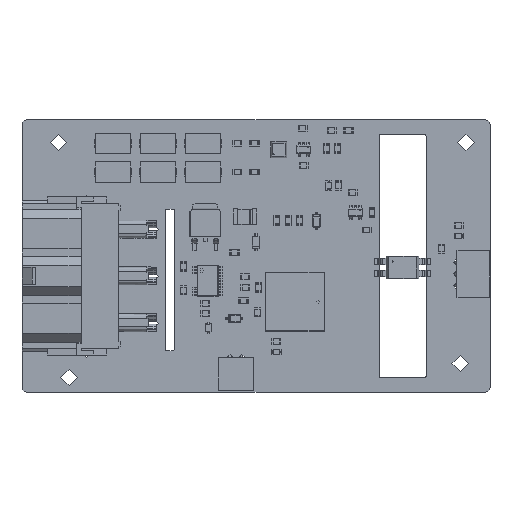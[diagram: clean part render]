
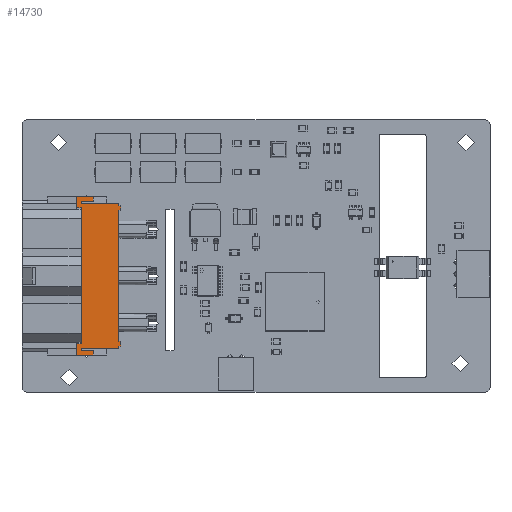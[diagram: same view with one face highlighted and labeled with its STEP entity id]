
A CAD part, top view. The second image highlights one B-rep face of the part: STEP entity #14730.
In plain terms, the highlighted face is planar.
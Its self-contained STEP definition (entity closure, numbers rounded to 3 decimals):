
#6663 = EDGE_CURVE('',#6664,#6666,#6668,.T.);
#6664 = VERTEX_POINT('',#6665);
#6665 = CARTESIAN_POINT('',(14.,4.7,-10.3));
#6666 = VERTEX_POINT('',#6667);
#6667 = CARTESIAN_POINT('',(-14.,4.7,-10.3));
#6668 = LINE('',#6669,#6670);
#6669 = CARTESIAN_POINT('',(14.,4.7,-10.3));
#6670 = VECTOR('',#6671,1.);
#6671 = DIRECTION('',(-1.,0.,0.));
#7020 = VERTEX_POINT('',#7021);
#7021 = CARTESIAN_POINT('',(-15.45,4.7,-10.3));
#7027 = EDGE_CURVE('',#7028,#7020,#7030,.T.);
#7028 = VERTEX_POINT('',#7029);
#7029 = CARTESIAN_POINT('',(-15.,4.7,-10.3));
#7030 = LINE('',#7031,#7032);
#7031 = CARTESIAN_POINT('',(-15.,4.7,-10.3));
#7032 = VECTOR('',#7033,1.);
#7033 = DIRECTION('',(-1.,0.,0.));
#7049 = EDGE_CURVE('',#7050,#7052,#7054,.T.);
#7050 = VERTEX_POINT('',#7051);
#7051 = CARTESIAN_POINT('',(15.45,4.7,-10.3));
#7052 = VERTEX_POINT('',#7053);
#7053 = CARTESIAN_POINT('',(15.,4.7,-10.3));
#7054 = LINE('',#7055,#7056);
#7055 = CARTESIAN_POINT('',(15.45,4.7,-10.3));
#7056 = VECTOR('',#7057,1.);
#7057 = DIRECTION('',(-1.,0.,0.));
#14712 = VERTEX_POINT('',#14713);
#14713 = CARTESIAN_POINT('',(-14.,4.7,-10.7));
#14719 = EDGE_CURVE('',#6666,#14712,#14720,.T.);
#14720 = LINE('',#14721,#14722);
#14721 = CARTESIAN_POINT('',(-14.,4.7,-10.3));
#14722 = VECTOR('',#14723,1.);
#14723 = DIRECTION('',(0.,0.,-1.));
#14730 = ADVANCED_FACE('',(#14731),#14891,.T.);
#14731 = FACE_BOUND('',#14732,.T.);
#14732 = EDGE_LOOP('',(#14733,#14743,#14751,#14759,#14765,#14766,#14774,
    #14782,#14788,#14789,#14790,#14798,#14804,#14805,#14813,#14821,
    #14829,#14837,#14845,#14853,#14861,#14869,#14877,#14885));
#14733 = ORIENTED_EDGE('',*,*,#14734,.F.);
#14734 = EDGE_CURVE('',#14735,#14737,#14739,.T.);
#14735 = VERTEX_POINT('',#14736);
#14736 = CARTESIAN_POINT('',(15.95,4.7,-4.9));
#14737 = VERTEX_POINT('',#14738);
#14738 = CARTESIAN_POINT('',(16.91,4.7,-4.9));
#14739 = LINE('',#14740,#14741);
#14740 = CARTESIAN_POINT('',(15.95,4.7,-4.9));
#14741 = VECTOR('',#14742,1.);
#14742 = DIRECTION('',(1.,0.,0.));
#14743 = ORIENTED_EDGE('',*,*,#14744,.F.);
#14744 = EDGE_CURVE('',#14745,#14735,#14747,.T.);
#14745 = VERTEX_POINT('',#14746);
#14746 = CARTESIAN_POINT('',(15.95,4.7,-2.3));
#14747 = LINE('',#14748,#14749);
#14748 = CARTESIAN_POINT('',(15.95,4.7,-2.3));
#14749 = VECTOR('',#14750,1.);
#14750 = DIRECTION('',(0.,0.,-1.));
#14751 = ORIENTED_EDGE('',*,*,#14752,.T.);
#14752 = EDGE_CURVE('',#14745,#14753,#14755,.T.);
#14753 = VERTEX_POINT('',#14754);
#14754 = CARTESIAN_POINT('',(15.45,4.7,-2.3));
#14755 = LINE('',#14756,#14757);
#14756 = CARTESIAN_POINT('',(15.95,4.7,-2.3));
#14757 = VECTOR('',#14758,1.);
#14758 = DIRECTION('',(-1.,0.,0.));
#14759 = ORIENTED_EDGE('',*,*,#14760,.T.);
#14760 = EDGE_CURVE('',#14753,#7050,#14761,.T.);
#14761 = LINE('',#14762,#14763);
#14762 = CARTESIAN_POINT('',(15.45,4.7,-2.3));
#14763 = VECTOR('',#14764,1.);
#14764 = DIRECTION('',(0.,0.,-1.));
#14765 = ORIENTED_EDGE('',*,*,#7049,.T.);
#14766 = ORIENTED_EDGE('',*,*,#14767,.T.);
#14767 = EDGE_CURVE('',#7052,#14768,#14770,.T.);
#14768 = VERTEX_POINT('',#14769);
#14769 = CARTESIAN_POINT('',(15.,4.7,-10.7));
#14770 = LINE('',#14771,#14772);
#14771 = CARTESIAN_POINT('',(15.,4.7,-10.3));
#14772 = VECTOR('',#14773,1.);
#14773 = DIRECTION('',(0.,0.,-1.));
#14774 = ORIENTED_EDGE('',*,*,#14775,.F.);
#14775 = EDGE_CURVE('',#14776,#14768,#14778,.T.);
#14776 = VERTEX_POINT('',#14777);
#14777 = CARTESIAN_POINT('',(14.,4.7,-10.7));
#14778 = LINE('',#14779,#14780);
#14779 = CARTESIAN_POINT('',(14.,4.7,-10.7));
#14780 = VECTOR('',#14781,1.);
#14781 = DIRECTION('',(1.,0.,0.));
#14782 = ORIENTED_EDGE('',*,*,#14783,.F.);
#14783 = EDGE_CURVE('',#6664,#14776,#14784,.T.);
#14784 = LINE('',#14785,#14786);
#14785 = CARTESIAN_POINT('',(14.,4.7,-10.3));
#14786 = VECTOR('',#14787,1.);
#14787 = DIRECTION('',(0.,0.,-1.));
#14788 = ORIENTED_EDGE('',*,*,#6663,.T.);
#14789 = ORIENTED_EDGE('',*,*,#14719,.T.);
#14790 = ORIENTED_EDGE('',*,*,#14791,.F.);
#14791 = EDGE_CURVE('',#14792,#14712,#14794,.T.);
#14792 = VERTEX_POINT('',#14793);
#14793 = CARTESIAN_POINT('',(-15.,4.7,-10.7));
#14794 = LINE('',#14795,#14796);
#14795 = CARTESIAN_POINT('',(-15.,4.7,-10.7));
#14796 = VECTOR('',#14797,1.);
#14797 = DIRECTION('',(1.,0.,0.));
#14798 = ORIENTED_EDGE('',*,*,#14799,.F.);
#14799 = EDGE_CURVE('',#7028,#14792,#14800,.T.);
#14800 = LINE('',#14801,#14802);
#14801 = CARTESIAN_POINT('',(-15.,4.7,-10.3));
#14802 = VECTOR('',#14803,1.);
#14803 = DIRECTION('',(0.,0.,-1.));
#14804 = ORIENTED_EDGE('',*,*,#7027,.T.);
#14805 = ORIENTED_EDGE('',*,*,#14806,.T.);
#14806 = EDGE_CURVE('',#7020,#14807,#14809,.T.);
#14807 = VERTEX_POINT('',#14808);
#14808 = CARTESIAN_POINT('',(-15.45,4.7,-2.3));
#14809 = LINE('',#14810,#14811);
#14810 = CARTESIAN_POINT('',(-15.45,4.7,-10.3));
#14811 = VECTOR('',#14812,1.);
#14812 = DIRECTION('',(0.,0.,1.));
#14813 = ORIENTED_EDGE('',*,*,#14814,.T.);
#14814 = EDGE_CURVE('',#14807,#14815,#14817,.T.);
#14815 = VERTEX_POINT('',#14816);
#14816 = CARTESIAN_POINT('',(-15.95,4.7,-2.3));
#14817 = LINE('',#14818,#14819);
#14818 = CARTESIAN_POINT('',(-15.45,4.7,-2.3));
#14819 = VECTOR('',#14820,1.);
#14820 = DIRECTION('',(-1.,0.,0.));
#14821 = ORIENTED_EDGE('',*,*,#14822,.F.);
#14822 = EDGE_CURVE('',#14823,#14815,#14825,.T.);
#14823 = VERTEX_POINT('',#14824);
#14824 = CARTESIAN_POINT('',(-15.95,4.7,-4.9));
#14825 = LINE('',#14826,#14827);
#14826 = CARTESIAN_POINT('',(-15.95,4.7,-4.9));
#14827 = VECTOR('',#14828,1.);
#14828 = DIRECTION('',(0.,0.,1.));
#14829 = ORIENTED_EDGE('',*,*,#14830,.T.);
#14830 = EDGE_CURVE('',#14823,#14831,#14833,.T.);
#14831 = VERTEX_POINT('',#14832);
#14832 = CARTESIAN_POINT('',(-16.91,4.7,-4.9));
#14833 = LINE('',#14834,#14835);
#14834 = CARTESIAN_POINT('',(-15.95,4.7,-4.9));
#14835 = VECTOR('',#14836,1.);
#14836 = DIRECTION('',(-1.,0.,0.));
#14837 = ORIENTED_EDGE('',*,*,#14838,.T.);
#14838 = EDGE_CURVE('',#14831,#14839,#14841,.T.);
#14839 = VERTEX_POINT('',#14840);
#14840 = CARTESIAN_POINT('',(-16.91,4.7,-1.3));
#14841 = LINE('',#14842,#14843);
#14842 = CARTESIAN_POINT('',(-16.91,4.7,-4.9));
#14843 = VECTOR('',#14844,1.);
#14844 = DIRECTION('',(0.,0.,1.));
#14845 = ORIENTED_EDGE('',*,*,#14846,.F.);
#14846 = EDGE_CURVE('',#14847,#14839,#14849,.T.);
#14847 = VERTEX_POINT('',#14848);
#14848 = CARTESIAN_POINT('',(-14.55,4.7,-1.3));
#14849 = LINE('',#14850,#14851);
#14850 = CARTESIAN_POINT('',(-14.55,4.7,-1.3));
#14851 = VECTOR('',#14852,1.);
#14852 = DIRECTION('',(-1.,0.,0.));
#14853 = ORIENTED_EDGE('',*,*,#14854,.F.);
#14854 = EDGE_CURVE('',#14855,#14847,#14857,.T.);
#14855 = VERTEX_POINT('',#14856);
#14856 = CARTESIAN_POINT('',(-14.55,4.7,-2.3));
#14857 = LINE('',#14858,#14859);
#14858 = CARTESIAN_POINT('',(-14.55,4.7,-2.3));
#14859 = VECTOR('',#14860,1.);
#14860 = DIRECTION('',(0.,0.,1.));
#14861 = ORIENTED_EDGE('',*,*,#14862,.T.);
#14862 = EDGE_CURVE('',#14855,#14863,#14865,.T.);
#14863 = VERTEX_POINT('',#14864);
#14864 = CARTESIAN_POINT('',(14.55,4.7,-2.3));
#14865 = LINE('',#14866,#14867);
#14866 = CARTESIAN_POINT('',(-14.55,4.7,-2.3));
#14867 = VECTOR('',#14868,1.);
#14868 = DIRECTION('',(1.,0.,0.));
#14869 = ORIENTED_EDGE('',*,*,#14870,.T.);
#14870 = EDGE_CURVE('',#14863,#14871,#14873,.T.);
#14871 = VERTEX_POINT('',#14872);
#14872 = CARTESIAN_POINT('',(14.55,4.7,-1.3));
#14873 = LINE('',#14874,#14875);
#14874 = CARTESIAN_POINT('',(14.55,4.7,-2.3));
#14875 = VECTOR('',#14876,1.);
#14876 = DIRECTION('',(0.,0.,1.));
#14877 = ORIENTED_EDGE('',*,*,#14878,.F.);
#14878 = EDGE_CURVE('',#14879,#14871,#14881,.T.);
#14879 = VERTEX_POINT('',#14880);
#14880 = CARTESIAN_POINT('',(16.91,4.7,-1.3));
#14881 = LINE('',#14882,#14883);
#14882 = CARTESIAN_POINT('',(16.91,4.7,-1.3));
#14883 = VECTOR('',#14884,1.);
#14884 = DIRECTION('',(-1.,0.,0.));
#14885 = ORIENTED_EDGE('',*,*,#14886,.T.);
#14886 = EDGE_CURVE('',#14879,#14737,#14887,.T.);
#14887 = LINE('',#14888,#14889);
#14888 = CARTESIAN_POINT('',(16.91,4.7,-1.3));
#14889 = VECTOR('',#14890,1.);
#14890 = DIRECTION('',(0.,0.,-1.));
#14891 = PLANE('',#14892);
#14892 = AXIS2_PLACEMENT_3D('',#14893,#14894,#14895);
#14893 = CARTESIAN_POINT('',(15.45,4.7,-10.3));
#14894 = DIRECTION('',(-0.,1.,0.));
#14895 = DIRECTION('',(1.,0.,0.));
